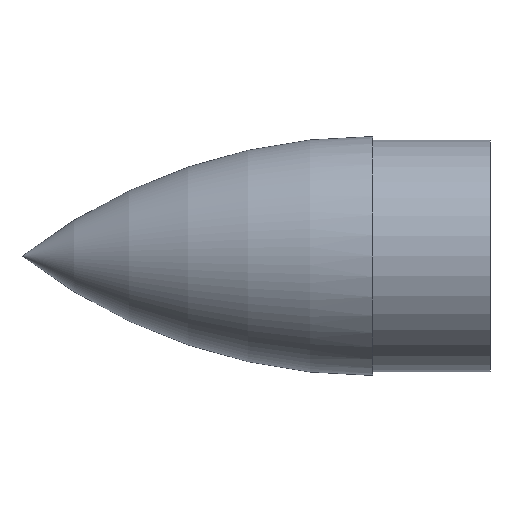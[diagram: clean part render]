
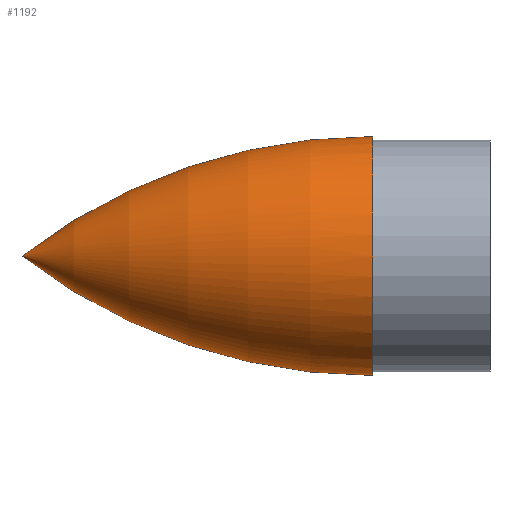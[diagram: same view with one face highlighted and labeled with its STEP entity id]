
A CAD part, left-side view. The second image highlights one B-rep face of the part: STEP entity #1192.
In plain terms, the highlighted toroidal (fillet/blend) face has major radius 194.828 mm and minor radius 245.882 mm.
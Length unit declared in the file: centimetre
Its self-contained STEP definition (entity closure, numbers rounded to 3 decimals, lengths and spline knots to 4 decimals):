
#92 = CARTESIAN_POINT ( 'NONE',  ( 0., 0., 19.4828 ) ) ;
#116 = CARTESIAN_POINT ( 'NONE',  ( 0., 0., -19.4828 ) ) ;
#135 = DIRECTION ( 'NONE',  ( 0., 0., -1. ) ) ;
#148 = ORIENTED_EDGE ( 'NONE', *, *, #1388, .T. ) ;
#232 = ORIENTED_EDGE ( 'NONE', *, *, #1612, .F. ) ;
#321 = CIRCLE ( 'NONE', #1300, 5.1054 ) ;
#351 = TOROIDAL_SURFACE ( 'NONE', #1423, -19.4828, 24.5882 ) ;
#385 = CIRCLE ( 'NONE', #1449, 24.5882 ) ;
#414 = ORIENTED_EDGE ( 'NONE', *, *, #1878, .F. ) ;
#574 = CARTESIAN_POINT ( 'NONE',  ( 0., 0., 0. ) ) ;
#690 = CARTESIAN_POINT ( 'NONE',  ( 0., 15., 0. ) ) ;
#745 = VERTEX_POINT ( 'NONE', #690 ) ;
#746 = CIRCLE ( 'NONE', #997, 24.5882 ) ;
#826 = VERTEX_POINT ( 'NONE', #1779 ) ;
#846 = DIRECTION ( 'NONE',  ( -1., 0., 0. ) ) ;
#997 = AXIS2_PLACEMENT_3D ( 'NONE', #92, #846, #1715 ) ;
#1192 = ADVANCED_FACE ( 'NONE', ( #1341 ), #351, .T. ) ;
#1231 = DIRECTION ( 'NONE',  ( 0., -1., 0. ) ) ;
#1268 = EDGE_LOOP ( 'NONE', ( #414, #148, #232 ) ) ;
#1300 = AXIS2_PLACEMENT_3D ( 'NONE', #574, #1457, #1743 ) ;
#1341 = FACE_OUTER_BOUND ( 'NONE', #1268, .T. ) ;
#1388 = EDGE_CURVE ( 'NONE', #745, #826, #746, .T. ) ;
#1423 = AXIS2_PLACEMENT_3D ( 'NONE', #1483, #1231, #1635 ) ;
#1449 = AXIS2_PLACEMENT_3D ( 'NONE', #116, #1713, #135 ) ;
#1457 = DIRECTION ( 'NONE',  ( 0., -1., 0. ) ) ;
#1483 = CARTESIAN_POINT ( 'NONE',  ( 0., 0., 0. ) ) ;
#1523 = CARTESIAN_POINT ( 'NONE',  ( 0., 0., 5.1054 ) ) ;
#1612 = EDGE_CURVE ( 'NONE', #1771, #826, #321, .T. ) ;
#1635 = DIRECTION ( 'NONE',  ( 0., 0., -1. ) ) ;
#1713 = DIRECTION ( 'NONE',  ( 1., 0., 0. ) ) ;
#1715 = DIRECTION ( 'NONE',  ( 0., 0., 1. ) ) ;
#1743 = DIRECTION ( 'NONE',  ( 0., 0., -1. ) ) ;
#1771 = VERTEX_POINT ( 'NONE', #1523 ) ;
#1779 = CARTESIAN_POINT ( 'NONE',  ( 0., 0., -5.1054 ) ) ;
#1878 = EDGE_CURVE ( 'NONE', #745, #1771, #385, .T. ) ;
